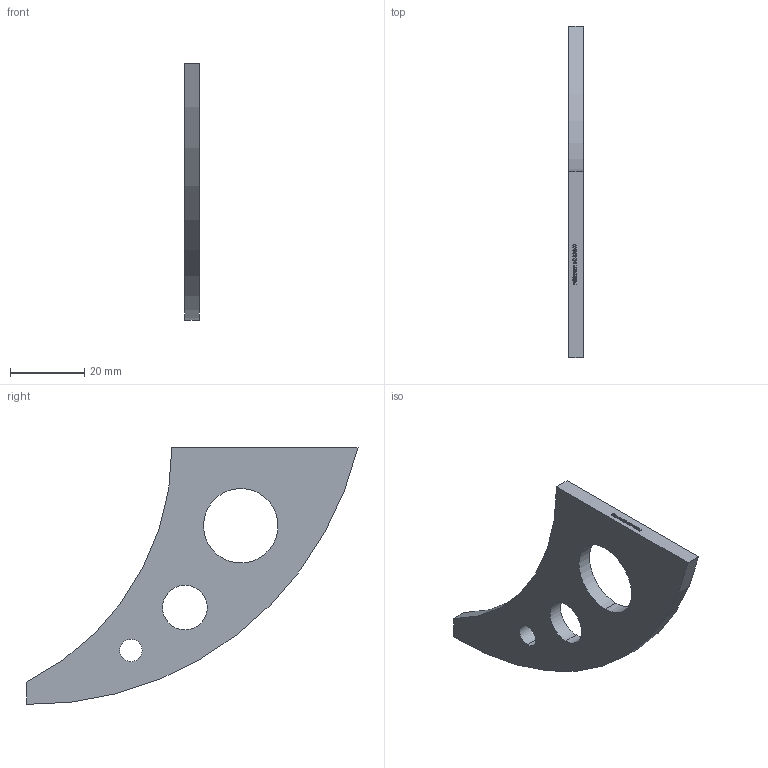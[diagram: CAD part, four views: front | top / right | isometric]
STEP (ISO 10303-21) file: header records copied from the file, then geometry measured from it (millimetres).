
FILE_DESCRIPTION (( 'STEP AP203' ), '1' );
FILE_NAME ('54133-240.STEP', '2020-09-21T08:44:30', ( '' ), ( '' ), 'SwSTEP 2.0', 'SolidWorks 2018', '' );
FILE_SCHEMA (( 'CONFIG_CONTROL_DESIGN' ));
Length unit declared in the file: millimetre
Products named in the file (2): 54133-240
Bounding box: 4 x 89.21 x 69 mm (x, y, z)
Volume: 9522.4 mm3; surface area: 6268.9 mm2
Topology: 1 solids, 1 shells, 242 faces, 651 edges, 434 vertices
Faces by surface type: plane 134, bspline 99, cylinder 9
Entity records: 12838 total; most frequent: CARTESIAN_POINT 7260, ORIENTED_EDGE 1302, DIRECTION 761, EDGE_CURVE 651, LINE 435, VECTOR 435, VERTEX_POINT 434, EDGE_LOOP 271
